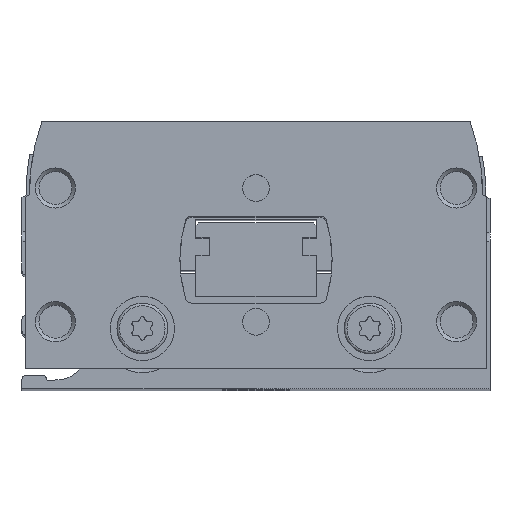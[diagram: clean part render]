
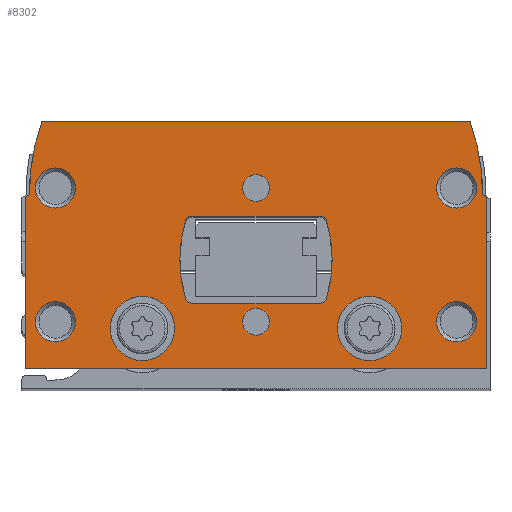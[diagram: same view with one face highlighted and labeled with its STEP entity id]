
A CAD part, top view. The second image highlights one B-rep face of the part: STEP entity #8302.
In plain terms, the highlighted planar face has unit normal (0, 0, 1).
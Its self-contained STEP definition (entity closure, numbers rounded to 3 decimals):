
#545=CIRCLE('',#8986,16.5);
#551=CIRCLE('',#8998,16.5);
#554=CIRCLE('',#9002,0.5);
#555=CIRCLE('',#9004,10.);
#558=CIRCLE('',#9008,10.);
#559=CIRCLE('',#9010,0.5);
#578=CIRCLE('',#9033,2.4);
#579=CIRCLE('',#9034,2.4);
#580=CIRCLE('',#9035,1.);
#581=CIRCLE('',#9036,1.);
#582=CIRCLE('',#9037,1.5);
#583=CIRCLE('',#9038,1.5);
#584=CIRCLE('',#9039,1.5);
#585=CIRCLE('',#9040,1.5);
#586=CIRCLE('',#9041,0.5);
#587=CIRCLE('',#9042,0.5);
#1891=ORIENTED_EDGE('',*,*,#3321,.F.);
#1892=ORIENTED_EDGE('',*,*,#3322,.F.);
#1893=ORIENTED_EDGE('',*,*,#3323,.T.);
#1894=ORIENTED_EDGE('',*,*,#3324,.T.);
#1895=ORIENTED_EDGE('',*,*,#3325,.T.);
#1896=ORIENTED_EDGE('',*,*,#3326,.T.);
#1897=ORIENTED_EDGE('',*,*,#3327,.T.);
#1898=ORIENTED_EDGE('',*,*,#3328,.T.);
#1899=ORIENTED_EDGE('',*,*,#3284,.F.);
#1900=ORIENTED_EDGE('',*,*,#3303,.F.);
#1901=ORIENTED_EDGE('',*,*,#3296,.F.);
#1902=ORIENTED_EDGE('',*,*,#3293,.F.);
#1903=ORIENTED_EDGE('',*,*,#3329,.F.);
#1904=ORIENTED_EDGE('',*,*,#3330,.F.);
#1905=ORIENTED_EDGE('',*,*,#3331,.F.);
#1906=ORIENTED_EDGE('',*,*,#3287,.F.);
#1907=ORIENTED_EDGE('',*,*,#3271,.T.);
#1908=ORIENTED_EDGE('',*,*,#3265,.T.);
#1909=ORIENTED_EDGE('',*,*,#3305,.T.);
#1910=ORIENTED_EDGE('',*,*,#3236,.T.);
#1911=ORIENTED_EDGE('',*,*,#3241,.T.);
#1912=ORIENTED_EDGE('',*,*,#3245,.T.);
#1913=ORIENTED_EDGE('',*,*,#3320,.T.);
#1914=ORIENTED_EDGE('',*,*,#3277,.T.);
#3236=EDGE_CURVE('',#4057,#4056,#4626,.T.);
#3241=EDGE_CURVE('',#4056,#4060,#4631,.T.);
#3245=EDGE_CURVE('',#4060,#4062,#545,.T.);
#3265=EDGE_CURVE('',#4077,#4079,#4649,.T.);
#3271=EDGE_CURVE('',#4083,#4077,#4655,.T.);
#3277=EDGE_CURVE('',#4088,#4083,#551,.T.);
#3284=EDGE_CURVE('',#4092,#4093,#554,.T.);
#3287=EDGE_CURVE('',#4093,#4094,#555,.T.);
#3293=EDGE_CURVE('',#4098,#4099,#558,.T.);
#3296=EDGE_CURVE('',#4099,#4101,#559,.T.);
#3303=EDGE_CURVE('',#4101,#4092,#4669,.T.);
#3305=EDGE_CURVE('',#4079,#4057,#4671,.T.);
#3320=EDGE_CURVE('',#4062,#4088,#4672,.T.);
#3321=EDGE_CURVE('',#4120,#4120,#578,.T.);
#3322=EDGE_CURVE('',#4121,#4121,#579,.T.);
#3323=EDGE_CURVE('',#4122,#4122,#580,.T.);
#3324=EDGE_CURVE('',#4123,#4123,#581,.T.);
#3325=EDGE_CURVE('',#4124,#4124,#582,.T.);
#3326=EDGE_CURVE('',#4125,#4125,#583,.T.);
#3327=EDGE_CURVE('',#4126,#4126,#584,.T.);
#3328=EDGE_CURVE('',#4127,#4127,#585,.T.);
#3329=EDGE_CURVE('',#4128,#4098,#586,.T.);
#3330=EDGE_CURVE('',#4129,#4128,#4673,.T.);
#3331=EDGE_CURVE('',#4094,#4129,#587,.T.);
#4056=VERTEX_POINT('',#12944);
#4057=VERTEX_POINT('',#12946);
#4060=VERTEX_POINT('',#12954);
#4062=VERTEX_POINT('',#12961);
#4077=VERTEX_POINT('',#12995);
#4079=VERTEX_POINT('',#13000);
#4083=VERTEX_POINT('',#13011);
#4088=VERTEX_POINT('',#13026);
#4092=VERTEX_POINT('',#13040);
#4093=VERTEX_POINT('',#13042);
#4094=VERTEX_POINT('',#13050);
#4098=VERTEX_POINT('',#13063);
#4099=VERTEX_POINT('',#13065);
#4101=VERTEX_POINT('',#13074);
#4120=VERTEX_POINT('',#13122);
#4121=VERTEX_POINT('',#13124);
#4122=VERTEX_POINT('',#13126);
#4123=VERTEX_POINT('',#13128);
#4124=VERTEX_POINT('',#13130);
#4125=VERTEX_POINT('',#13132);
#4126=VERTEX_POINT('',#13134);
#4127=VERTEX_POINT('',#13136);
#4128=VERTEX_POINT('',#13138);
#4129=VERTEX_POINT('',#13140);
#4626=LINE('',#12945,#5088);
#4631=LINE('',#12955,#5093);
#4649=LINE('',#13001,#5111);
#4655=LINE('',#13013,#5117);
#4669=LINE('',#13086,#5131);
#4671=LINE('',#13089,#5133);
#4672=LINE('',#13119,#5134);
#4673=LINE('',#13139,#5135);
#5088=VECTOR('',#10666,1000.);
#5093=VECTOR('',#10673,1000.);
#5111=VECTOR('',#10709,1000.);
#5117=VECTOR('',#10719,1000.);
#5131=VECTOR('',#10775,1000.);
#5133=VECTOR('',#10779,1000.);
#5134=VECTOR('',#10810,1000.);
#5135=VECTOR('',#10831,1000.);
#5583=EDGE_LOOP('',(#1891));
#5584=EDGE_LOOP('',(#1892));
#5585=EDGE_LOOP('',(#1893));
#5586=EDGE_LOOP('',(#1894));
#5587=EDGE_LOOP('',(#1895));
#5588=EDGE_LOOP('',(#1896));
#5589=EDGE_LOOP('',(#1897));
#5590=EDGE_LOOP('',(#1898));
#5591=EDGE_LOOP('',(#1899,#1900,#1901,#1902,#1903,#1904,#1905,#1906));
#5592=EDGE_LOOP('',(#1907,#1908,#1909,#1910,#1911,#1912,#1913,#1914));
#6205=FACE_BOUND('',#5583,.T.);
#6206=FACE_BOUND('',#5584,.T.);
#6207=FACE_BOUND('',#5585,.T.);
#6208=FACE_BOUND('',#5586,.T.);
#6209=FACE_BOUND('',#5587,.T.);
#6210=FACE_BOUND('',#5588,.T.);
#6211=FACE_BOUND('',#5589,.T.);
#6212=FACE_BOUND('',#5590,.T.);
#6213=FACE_BOUND('',#5591,.T.);
#6214=FACE_BOUND('',#5592,.T.);
#6598=PLANE('',#9032);
#8302=ADVANCED_FACE('',(#6205,#6206,#6207,#6208,#6209,#6210,#6211,#6212,
#6213,#6214),#6598,.T.);
#8986=AXIS2_PLACEMENT_3D('',#12962,#10680,#10681);
#8998=AXIS2_PLACEMENT_3D('',#13025,#10730,#10731);
#9002=AXIS2_PLACEMENT_3D('',#13041,#10741,#10742);
#9004=AXIS2_PLACEMENT_3D('',#13049,#10746,#10747);
#9008=AXIS2_PLACEMENT_3D('',#13064,#10756,#10757);
#9010=AXIS2_PLACEMENT_3D('',#13073,#10761,#10762);
#9032=AXIS2_PLACEMENT_3D('',#13120,#10811,#10812);
#9033=AXIS2_PLACEMENT_3D('',#13121,#10813,#10814);
#9034=AXIS2_PLACEMENT_3D('',#13123,#10815,#10816);
#9035=AXIS2_PLACEMENT_3D('',#13125,#10817,#10818);
#9036=AXIS2_PLACEMENT_3D('',#13127,#10819,#10820);
#9037=AXIS2_PLACEMENT_3D('',#13129,#10821,#10822);
#9038=AXIS2_PLACEMENT_3D('',#13131,#10823,#10824);
#9039=AXIS2_PLACEMENT_3D('',#13133,#10825,#10826);
#9040=AXIS2_PLACEMENT_3D('',#13135,#10827,#10828);
#9041=AXIS2_PLACEMENT_3D('',#13137,#10829,#10830);
#9042=AXIS2_PLACEMENT_3D('',#13141,#10832,#10833);
#10666=DIRECTION('',(0.,1.,0.));
#10673=DIRECTION('',(-0.866,0.5,0.));
#10680=DIRECTION('',(0.,0.,1.));
#10681=DIRECTION('',(1.,0.,0.));
#10709=DIRECTION('',(0.,-1.,0.));
#10719=DIRECTION('',(-0.866,-0.5,0.));
#10730=DIRECTION('',(0.,0.,1.));
#10731=DIRECTION('',(1.,0.,0.));
#10741=DIRECTION('',(0.,0.,1.));
#10742=DIRECTION('',(1.,0.,0.));
#10746=DIRECTION('',(0.,0.,1.));
#10747=DIRECTION('',(1.,0.,0.));
#10756=DIRECTION('',(0.,0.,1.));
#10757=DIRECTION('',(1.,0.,0.));
#10761=DIRECTION('',(0.,0.,1.));
#10762=DIRECTION('',(1.,0.,0.));
#10775=DIRECTION('',(-1.,0.,0.));
#10779=DIRECTION('',(1.,0.,0.));
#10810=DIRECTION('',(-1.,0.,0.));
#10811=DIRECTION('',(0.,0.,1.));
#10812=DIRECTION('',(1.,0.,0.));
#10813=DIRECTION('',(0.,0.,1.));
#10814=DIRECTION('',(1.,0.,0.));
#10815=DIRECTION('',(0.,0.,1.));
#10816=DIRECTION('',(1.,0.,0.));
#10817=DIRECTION('',(0.,0.,-1.));
#10818=DIRECTION('',(-1.,0.,0.));
#10819=DIRECTION('',(0.,0.,-1.));
#10820=DIRECTION('',(-1.,0.,0.));
#10821=DIRECTION('',(0.,0.,-1.));
#10822=DIRECTION('',(-1.,0.,0.));
#10823=DIRECTION('',(0.,0.,-1.));
#10824=DIRECTION('',(-1.,0.,0.));
#10825=DIRECTION('',(0.,0.,-1.));
#10826=DIRECTION('',(-1.,0.,0.));
#10827=DIRECTION('',(0.,0.,-1.));
#10828=DIRECTION('',(-1.,0.,0.));
#10829=DIRECTION('',(0.,0.,1.));
#10830=DIRECTION('',(1.,0.,0.));
#10831=DIRECTION('',(1.,0.,0.));
#10832=DIRECTION('',(0.,0.,1.));
#10833=DIRECTION('',(1.,0.,0.));
#12944=CARTESIAN_POINT('',(17.25,12.827,0.));
#12945=CARTESIAN_POINT('',(17.25,0.,0.));
#12946=CARTESIAN_POINT('',(17.25,0.,0.));
#12954=CARTESIAN_POINT('',(16.95,13.,0.));
#12955=CARTESIAN_POINT('',(17.25,12.827,0.));
#12961=CARTESIAN_POINT('',(16.006,18.5,0.));
#12962=CARTESIAN_POINT('',(0.45,13.,0.));
#12995=CARTESIAN_POINT('',(-17.25,12.827,0.));
#13000=CARTESIAN_POINT('',(-17.25,0.,0.));
#13001=CARTESIAN_POINT('',(-17.25,12.827,0.));
#13011=CARTESIAN_POINT('',(-16.95,13.,0.));
#13013=CARTESIAN_POINT('',(-16.95,13.,0.));
#13025=CARTESIAN_POINT('',(-0.45,13.,0.));
#13026=CARTESIAN_POINT('',(-16.006,18.5,0.));
#13040=CARTESIAN_POINT('',(-4.793,11.4,0.));
#13041=CARTESIAN_POINT('',(-4.793,10.9,0.));
#13042=CARTESIAN_POINT('',(-5.272,11.045,0.));
#13049=CARTESIAN_POINT('',(4.3,8.15,0.));
#13050=CARTESIAN_POINT('',(-5.272,5.255,0.));
#13063=CARTESIAN_POINT('',(5.272,5.255,0.));
#13064=CARTESIAN_POINT('',(-4.3,8.15,0.));
#13065=CARTESIAN_POINT('',(5.272,11.045,0.));
#13073=CARTESIAN_POINT('',(4.793,10.9,0.));
#13074=CARTESIAN_POINT('',(4.793,11.4,0.));
#13086=CARTESIAN_POINT('',(4.793,11.4,0.));
#13089=CARTESIAN_POINT('',(-17.25,0.,0.));
#13119=CARTESIAN_POINT('',(16.006,18.5,0.));
#13120=CARTESIAN_POINT('',(0.45,13.,0.));
#13121=CARTESIAN_POINT('',(-8.5,3.,0.));
#13122=CARTESIAN_POINT('',(-6.1,3.,0.));
#13123=CARTESIAN_POINT('',(8.5,3.,0.));
#13124=CARTESIAN_POINT('',(10.9,3.,0.));
#13125=CARTESIAN_POINT('',(0.,13.5,0.));
#13126=CARTESIAN_POINT('',(-1.,13.5,0.));
#13127=CARTESIAN_POINT('',(0.,3.5,0.));
#13128=CARTESIAN_POINT('',(-1.,3.5,0.));
#13129=CARTESIAN_POINT('',(15.,3.5,0.));
#13130=CARTESIAN_POINT('',(13.5,3.5,0.));
#13131=CARTESIAN_POINT('',(-15.,3.5,0.));
#13132=CARTESIAN_POINT('',(-16.5,3.5,0.));
#13133=CARTESIAN_POINT('',(-15.,13.5,0.));
#13134=CARTESIAN_POINT('',(-16.5,13.5,0.));
#13135=CARTESIAN_POINT('',(15.,13.5,0.));
#13136=CARTESIAN_POINT('',(13.5,13.5,0.));
#13137=CARTESIAN_POINT('',(4.793,5.4,0.));
#13138=CARTESIAN_POINT('',(4.793,4.9,0.));
#13139=CARTESIAN_POINT('',(-4.793,4.9,0.));
#13140=CARTESIAN_POINT('',(-4.793,4.9,0.));
#13141=CARTESIAN_POINT('',(-4.793,5.4,0.));
